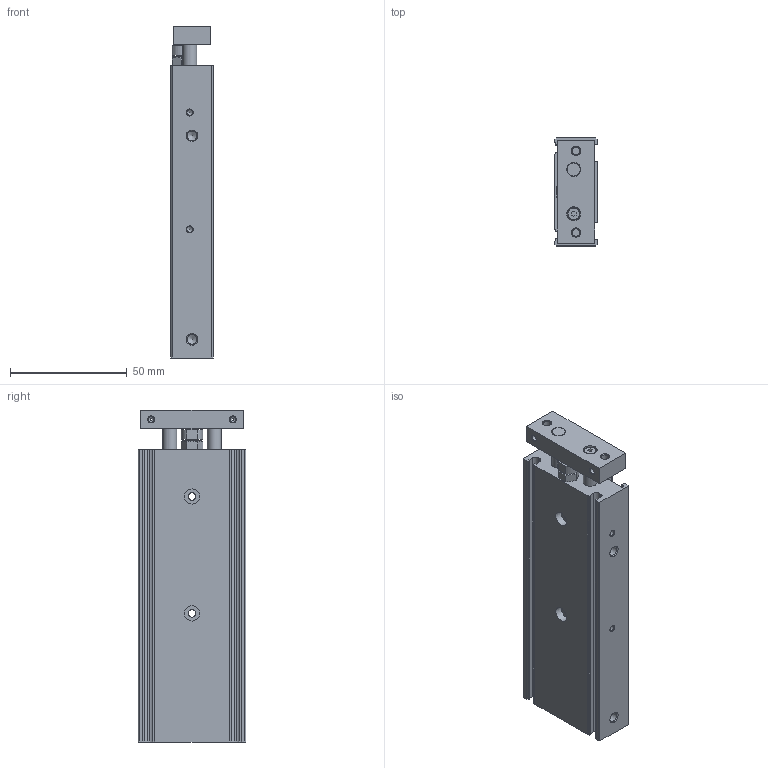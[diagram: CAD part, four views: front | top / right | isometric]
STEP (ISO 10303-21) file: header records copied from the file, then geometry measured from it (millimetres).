
FILE_DESCRIPTION( ( 'STEP AP203' ), '1' );
FILE_NAME( 'MCDA-03-12-70(0).stp', '2020-07-17T14:55:03', ( 'License CC BY-ND 4.0' ), ( 'CADENAS' ), ' ', 'PARTsolutions', ' ' );
FILE_SCHEMA( ( 'CONFIG_CONTROL_DESIGN' ) );
Length unit declared in the file: millimetre
Products named in the file (3): MCDA-03-12-70(0); _MCDA-03-12-70(0-b); _MCDA-03-12-70(0-r)
Assembly tree (2 placements, depth 2):
  MCDA-03-12-70(0)
    _MCDA-03-12-70(0-b)
    _MCDA-03-12-70(0-r)
Bounding box: 18 x 46 x 142 mm (x, y, z)
Volume: 85652.7 mm3; surface area: 40983.9 mm2
Topology: 2 solids, 2 shells, 184 faces, 450 edges, 292 vertices
Faces by surface type: plane 96, cylinder 54, cone 33, torus 1
Full cylindrical faces by diameter (mm): 2.459 x8, 3.242 x4, 4 x1, 4.134 x5, 5 x1, 5.5 x1, 6 x6, 6.3 x2, 6.5 x4, 12 x4
Entity records: 5166 total; most frequent: CARTESIAN_POINT 1013, DIRECTION 844, ORIENTED_EDGE 712, EDGE_CURVE 356, AXIS2_PLACEMENT_3D 317, EDGE_LOOP 294, VERTEX_POINT 278, FACE_OUTER_BOUND 221
